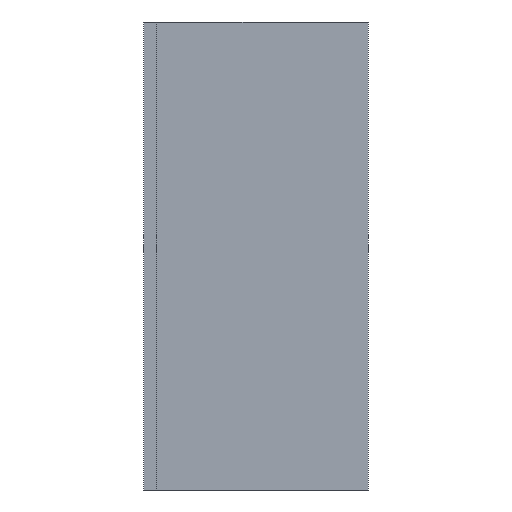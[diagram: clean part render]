
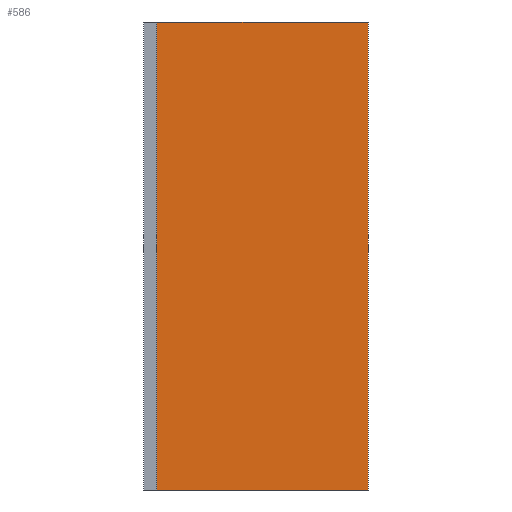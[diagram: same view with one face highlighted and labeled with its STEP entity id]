
A CAD part, left-side view. The second image highlights one B-rep face of the part: STEP entity #586.
In plain terms, the highlighted planar face has unit normal (-1, 0, 0).
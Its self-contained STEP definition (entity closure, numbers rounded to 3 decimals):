
#13 = CARTESIAN_POINT ( 'NONE',  ( -1., 0., -0.625 ) ) ;
#62 = FACE_OUTER_BOUND ( 'NONE', #205, .T. ) ;
#72 = LINE ( 'NONE', #579, #447 ) ;
#119 = LINE ( 'NONE', #161, #823 ) ;
#150 = DIRECTION ( 'NONE',  ( 0., -1., 0. ) ) ;
#161 = CARTESIAN_POINT ( 'NONE',  ( -1., 0., 0.625 ) ) ;
#175 = VECTOR ( 'NONE', #758, 1000. ) ;
#187 = DIRECTION ( 'NONE',  ( 0., -1., 0. ) ) ;
#205 = EDGE_LOOP ( 'NONE', ( #461, #396, #477, #398 ) ) ;
#216 = CARTESIAN_POINT ( 'NONE',  ( -1., 0., 0.625 ) ) ;
#220 = DIRECTION ( 'NONE',  ( 1., 0., 0. ) ) ;
#318 = VERTEX_POINT ( 'NONE', #926 ) ;
#325 = EDGE_CURVE ( 'NONE', #761, #749, #839, .T. ) ;
#363 = CARTESIAN_POINT ( 'NONE',  ( -1., 0., 0.625 ) ) ;
#396 = ORIENTED_EDGE ( 'NONE', *, *, #798, .F. ) ;
#398 = ORIENTED_EDGE ( 'NONE', *, *, #845, .T. ) ;
#447 = VECTOR ( 'NONE', #150, 1000. ) ;
#455 = DIRECTION ( 'NONE',  ( 0., 0., -1. ) ) ;
#461 = ORIENTED_EDGE ( 'NONE', *, *, #325, .T. ) ;
#477 = ORIENTED_EDGE ( 'NONE', *, *, #664, .F. ) ;
#526 = AXIS2_PLACEMENT_3D ( 'NONE', #363, #220, #890 ) ;
#556 = VERTEX_POINT ( 'NONE', #216 ) ;
#559 = CARTESIAN_POINT ( 'NONE',  ( -1., 0., -0.625 ) ) ;
#579 = CARTESIAN_POINT ( 'NONE',  ( -1., 0., 0.625 ) ) ;
#586 = ADVANCED_FACE ( 'NONE', ( #62 ), #885, .F. ) ;
#597 = VECTOR ( 'NONE', #187, 1000. ) ;
#607 = CARTESIAN_POINT ( 'NONE',  ( -1., 0.565, 0.625 ) ) ;
#664 = EDGE_CURVE ( 'NONE', #318, #556, #72, .T. ) ;
#693 = LINE ( 'NONE', #607, #175 ) ;
#749 = VERTEX_POINT ( 'NONE', #13 ) ;
#758 = DIRECTION ( 'NONE',  ( 0., 0., -1. ) ) ;
#761 = VERTEX_POINT ( 'NONE', #904 ) ;
#798 = EDGE_CURVE ( 'NONE', #556, #749, #119, .T. ) ;
#823 = VECTOR ( 'NONE', #455, 1000. ) ;
#839 = LINE ( 'NONE', #559, #597 ) ;
#845 = EDGE_CURVE ( 'NONE', #318, #761, #693, .T. ) ;
#885 = PLANE ( 'NONE',  #526 ) ;
#890 = DIRECTION ( 'NONE',  ( 0., 1., 0. ) ) ;
#904 = CARTESIAN_POINT ( 'NONE',  ( -1., 0.565, -0.625 ) ) ;
#926 = CARTESIAN_POINT ( 'NONE',  ( -1., 0.565, 0.625 ) ) ;
